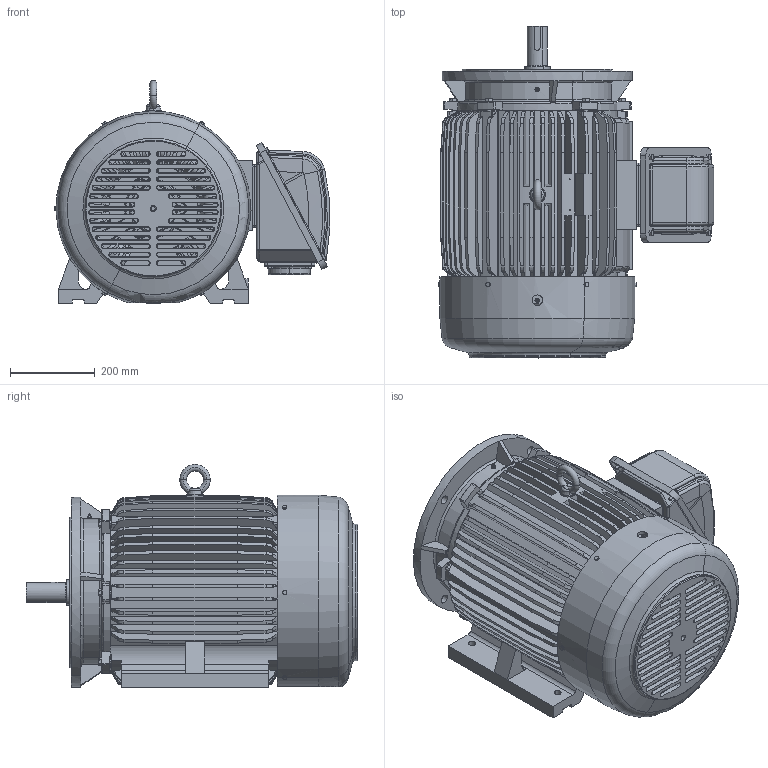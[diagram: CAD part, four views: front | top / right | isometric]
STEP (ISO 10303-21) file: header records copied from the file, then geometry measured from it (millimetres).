
FILE_DESCRIPTION(('CATIA V5 STEP Exchange'),'2;1');
FILE_NAME('364TS-HV-DF_AllCATPart.stp','2012-08-25T07:20:45+00:00',('none'),('none'),'CATIA Version 5 Release 19 SP 9 (IN-10)','CATIA V5 STEP AP203','none');
FILE_SCHEMA(('CONFIG_CONTROL_DESIGN'));
Length unit declared in the file: millimetre
Products named in the file (1): 364TS-HV-DF_AllCATPart
Bounding box: 652.67 x 785.25 x 528 mm (x, y, z)
Volume: 28089291.2 mm3; surface area: 5204851.5 mm2
Topology: 49 solids, 49 shells, 3534 faces, 9492 edges, 6114 vertices
Faces by surface type: plane 1200, cylinder 844, torus 770, cone 620, bspline 66, sphere 34
Entity records: 119084 total; most frequent: CARTESIAN_POINT 42765, ORIENTED_EDGE 18912, DIRECTION 10470, EDGE_CURVE 9456, VERTEX_POINT 6114, AXIS2_PLACEMENT_3D 5454, EDGE_LOOP 3848, CIRCLE 3568
